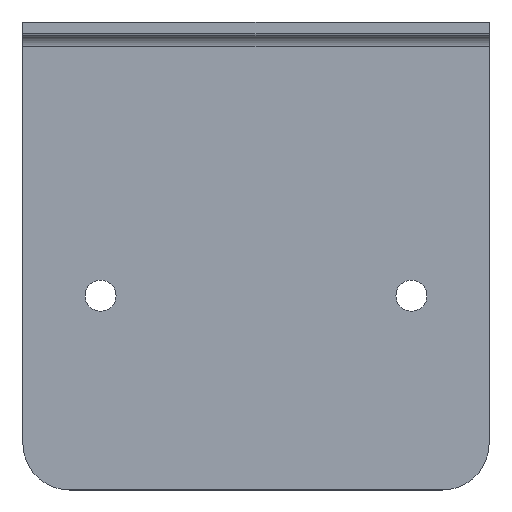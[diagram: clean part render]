
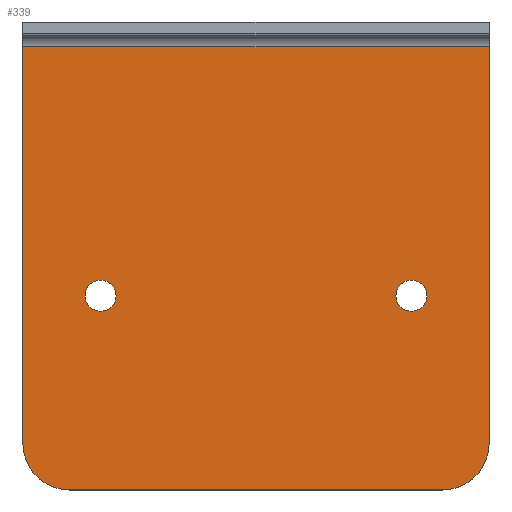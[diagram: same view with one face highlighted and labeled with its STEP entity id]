
A CAD part, top view. The second image highlights one B-rep face of the part: STEP entity #339.
In plain terms, the highlighted planar face has unit normal (0, 0, 1).
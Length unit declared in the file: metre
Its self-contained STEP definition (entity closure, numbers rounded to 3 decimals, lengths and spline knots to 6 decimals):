
#25=CIRCLE('',#374,0.004);
#27=CIRCLE('',#377,0.004);
#30=CIRCLE('',#383,0.012);
#31=CIRCLE('',#384,0.012);
#96=ORIENTED_EDGE('',*,*,#153,.F.);
#97=ORIENTED_EDGE('',*,*,#155,.F.);
#98=ORIENTED_EDGE('',*,*,#150,.T.);
#99=ORIENTED_EDGE('',*,*,#163,.T.);
#100=ORIENTED_EDGE('',*,*,#144,.T.);
#101=ORIENTED_EDGE('',*,*,#164,.T.);
#102=ORIENTED_EDGE('',*,*,#156,.T.);
#103=ORIENTED_EDGE('',*,*,#165,.F.);
#144=EDGE_CURVE('',#182,#183,#210,.T.);
#150=EDGE_CURVE('',#189,#188,#216,.T.);
#153=EDGE_CURVE('',#191,#191,#25,.T.);
#155=EDGE_CURVE('',#193,#193,#27,.T.);
#156=EDGE_CURVE('',#194,#195,#218,.T.);
#163=EDGE_CURVE('',#188,#182,#30,.F.);
#164=EDGE_CURVE('',#183,#194,#31,.F.);
#165=EDGE_CURVE('',#189,#195,#223,.T.);
#182=VERTEX_POINT('',#533);
#183=VERTEX_POINT('',#534);
#188=VERTEX_POINT('',#545);
#189=VERTEX_POINT('',#547);
#191=VERTEX_POINT('',#553);
#193=VERTEX_POINT('',#558);
#194=VERTEX_POINT('',#561);
#195=VERTEX_POINT('',#562);
#210=LINE('',#532,#236);
#216=LINE('',#546,#242);
#218=LINE('',#560,#244);
#223=LINE('',#575,#249);
#236=VECTOR('',#433,1.);
#242=VECTOR('',#441,1.);
#244=VECTOR('',#457,1.);
#249=VECTOR('',#474,1.);
#273=EDGE_LOOP('',(#96));
#274=EDGE_LOOP('',(#97));
#275=EDGE_LOOP('',(#98,#99,#100,#101,#102,#103));
#305=FACE_BOUND('',#273,.T.);
#306=FACE_BOUND('',#274,.T.);
#307=FACE_BOUND('',#275,.T.);
#323=PLANE('',#382);
#339=ADVANCED_FACE('',(#305,#306,#307),#323,.F.);
#374=AXIS2_PLACEMENT_3D('',#552,#447,#448);
#377=AXIS2_PLACEMENT_3D('',#557,#453,#454);
#382=AXIS2_PLACEMENT_3D('',#572,#468,#469);
#383=AXIS2_PLACEMENT_3D('',#573,#470,#471);
#384=AXIS2_PLACEMENT_3D('',#574,#472,#473);
#433=DIRECTION('',(1.,0.,0.));
#441=DIRECTION('',(0.,-1.,0.));
#447=DIRECTION('',(0.,0.,1.));
#448=DIRECTION('',(0.,-1.,0.));
#453=DIRECTION('',(0.,0.,1.));
#454=DIRECTION('',(0.,-1.,0.));
#457=DIRECTION('',(0.,1.,0.));
#468=DIRECTION('',(0.,0.,-1.));
#469=DIRECTION('',(-1.,0.,0.));
#470=DIRECTION('',(0.,0.,-1.));
#471=DIRECTION('',(0.,1.,0.));
#472=DIRECTION('',(0.,0.,-1.));
#473=DIRECTION('',(0.,1.,0.));
#474=DIRECTION('',(1.,0.,0.));
#532=CARTESIAN_POINT('',(0.06,-0.12,0.003));
#533=CARTESIAN_POINT('',(0.012,-0.12,0.003));
#534=CARTESIAN_POINT('',(0.108,-0.12,0.003));
#545=CARTESIAN_POINT('',(0.,-0.108,0.003));
#546=CARTESIAN_POINT('',(0.,-0.0615,0.003));
#547=CARTESIAN_POINT('',(0.,-0.006,0.003));
#552=CARTESIAN_POINT('',(0.02,-0.07,0.003));
#553=CARTESIAN_POINT('',(0.02,-0.074,0.003));
#557=CARTESIAN_POINT('',(0.1,-0.07,0.003));
#558=CARTESIAN_POINT('',(0.1,-0.074,0.003));
#560=CARTESIAN_POINT('',(0.12,-0.0615,0.003));
#561=CARTESIAN_POINT('',(0.12,-0.108,0.003));
#562=CARTESIAN_POINT('',(0.12,-0.006,0.003));
#572=CARTESIAN_POINT('',(0.06,-0.0615,0.003));
#573=CARTESIAN_POINT('',(0.012,-0.108,0.003));
#574=CARTESIAN_POINT('',(0.108,-0.108,0.003));
#575=CARTESIAN_POINT('',(0.06,-0.006,0.003));
